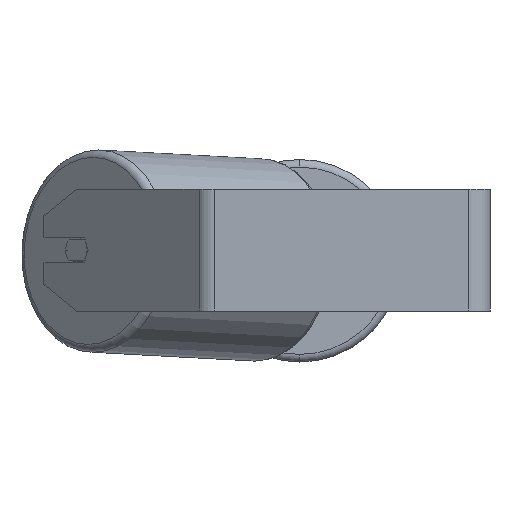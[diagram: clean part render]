
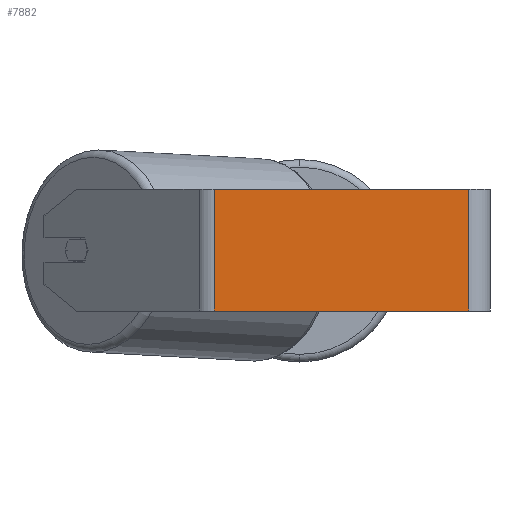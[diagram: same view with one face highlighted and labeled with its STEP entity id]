
A CAD part, left-side view. The second image highlights one B-rep face of the part: STEP entity #7882.
In plain terms, the highlighted planar face has unit normal (-1, 0, 0).
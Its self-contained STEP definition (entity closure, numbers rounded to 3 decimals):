
#73 = ORIENTED_EDGE ( 'NONE', *, *, #671, .T. ) ;
#298 = CARTESIAN_POINT ( 'NONE',  ( -340., 181.144, 40. ) ) ;
#400 = VERTEX_POINT ( 'NONE', #7791 ) ;
#456 = CARTESIAN_POINT ( 'NONE',  ( -340., 14., 40. ) ) ;
#671 = EDGE_CURVE ( 'NONE', #4764, #400, #8218, .T. ) ;
#1482 = DIRECTION ( 'NONE',  ( 1., 0., 0. ) ) ;
#1800 = EDGE_CURVE ( 'NONE', #400, #2251, #5156, .T. ) ;
#1914 = DIRECTION ( 'NONE',  ( 0., -1., 0. ) ) ;
#2200 = CARTESIAN_POINT ( 'NONE',  ( -340., 186.943, 40. ) ) ;
#2215 = AXIS2_PLACEMENT_3D ( 'NONE', #2200, #1482, #8130 ) ;
#2251 = VERTEX_POINT ( 'NONE', #6737 ) ;
#2253 = EDGE_LOOP ( 'NONE', ( #5364, #3031, #7958, #73 ) ) ;
#3031 = ORIENTED_EDGE ( 'NONE', *, *, #4939, .F. ) ;
#3045 = LINE ( 'NONE', #456, #3916 ) ;
#3485 = VECTOR ( 'NONE', #7003, 1000. ) ;
#3682 = VECTOR ( 'NONE', #1914, 1000. ) ;
#3916 = VECTOR ( 'NONE', #7604, 1000. ) ;
#4523 = CARTESIAN_POINT ( 'NONE',  ( -340., 14., 40. ) ) ;
#4550 = VECTOR ( 'NONE', #4741, 1000. ) ;
#4561 = CARTESIAN_POINT ( 'NONE',  ( -340., 186.943, -40. ) ) ;
#4741 = DIRECTION ( 'NONE',  ( 0., 0., -1. ) ) ;
#4764 = VERTEX_POINT ( 'NONE', #5496 ) ;
#4777 = FACE_OUTER_BOUND ( 'NONE', #2253, .T. ) ;
#4939 = EDGE_CURVE ( 'NONE', #8121, #2251, #3045, .T. ) ;
#5156 = LINE ( 'NONE', #4561, #3485 ) ;
#5364 = ORIENTED_EDGE ( 'NONE', *, *, #1800, .T. ) ;
#5496 = CARTESIAN_POINT ( 'NONE',  ( -340., 181.144, 40. ) ) ;
#6220 = EDGE_CURVE ( 'NONE', #4764, #8121, #7836, .T. ) ;
#6737 = CARTESIAN_POINT ( 'NONE',  ( -340., 14., -40. ) ) ;
#7003 = DIRECTION ( 'NONE',  ( 0., -1., 0. ) ) ;
#7483 = PLANE ( 'NONE',  #2215 ) ;
#7604 = DIRECTION ( 'NONE',  ( 0., 0., -1. ) ) ;
#7757 = CARTESIAN_POINT ( 'NONE',  ( -340., 186.943, 40. ) ) ;
#7791 = CARTESIAN_POINT ( 'NONE',  ( -340., 181.144, -40. ) ) ;
#7836 = LINE ( 'NONE', #7757, #3682 ) ;
#7882 = ADVANCED_FACE ( 'NONE', ( #4777 ), #7483, .F. ) ;
#7958 = ORIENTED_EDGE ( 'NONE', *, *, #6220, .F. ) ;
#8121 = VERTEX_POINT ( 'NONE', #4523 ) ;
#8130 = DIRECTION ( 'NONE',  ( 0., 0., -1. ) ) ;
#8218 = LINE ( 'NONE', #298, #4550 ) ;
